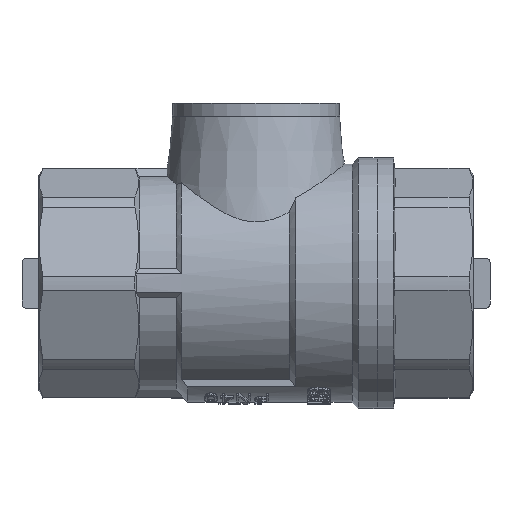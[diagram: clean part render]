
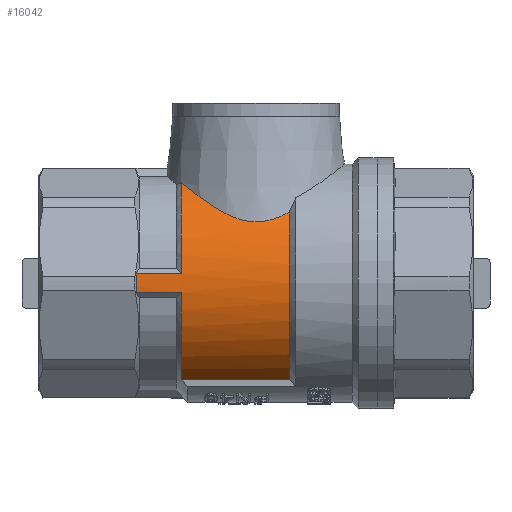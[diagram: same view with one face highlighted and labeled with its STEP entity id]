
A CAD part, front view. The second image highlights one B-rep face of the part: STEP entity #16042.
In plain terms, the highlighted cylindrical face has radius 13.5 mm (diameter 27 mm), a partial arc.
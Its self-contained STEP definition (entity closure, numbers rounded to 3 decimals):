
#265=B_SPLINE_CURVE_WITH_KNOTS('',3,(#33320,#33321,#33322,#33323,#33324,
#33325,#33326,#33327,#33328,#33329),.UNSPECIFIED.,.F.,.F.,(4,1,1,1,1,1,
1,4),(0.002,0.006,0.008,0.01,
0.012,0.014,0.016,0.018),
 .UNSPECIFIED.);
#1339=CYLINDRICAL_SURFACE('',#22690,13.5);
#1523=LINE('',#32872,#2547);
#1531=LINE('',#33333,#2555);
#1532=LINE('',#33337,#2556);
#2547=VECTOR('',#25288,1000.);
#2555=VECTOR('',#25340,1000.);
#2556=VECTOR('',#25343,1000.);
#4305=ORIENTED_EDGE('',*,*,#8810,.T.);
#4306=ORIENTED_EDGE('',*,*,#8845,.F.);
#4307=ORIENTED_EDGE('',*,*,#8846,.F.);
#4308=ORIENTED_EDGE('',*,*,#8847,.T.);
#4309=ORIENTED_EDGE('',*,*,#8848,.F.);
#4310=ORIENTED_EDGE('',*,*,#8849,.F.);
#4311=ORIENTED_EDGE('',*,*,#8850,.T.);
#4312=ORIENTED_EDGE('',*,*,#8833,.T.);
#8810=EDGE_CURVE('',#11157,#11156,#1523,.T.);
#8833=EDGE_CURVE('',#11177,#11157,#12708,.T.);
#8845=EDGE_CURVE('',#11185,#11156,#12716,.T.);
#8846=EDGE_CURVE('',#11186,#11185,#265,.T.);
#8847=EDGE_CURVE('',#11186,#11187,#12717,.T.);
#8848=EDGE_CURVE('',#11188,#11187,#1531,.T.);
#8849=EDGE_CURVE('',#11189,#11188,#12718,.T.);
#8850=EDGE_CURVE('',#11189,#11177,#1532,.T.);
#11156=VERTEX_POINT('',#32871);
#11157=VERTEX_POINT('',#32873);
#11177=VERTEX_POINT('',#33249);
#11185=VERTEX_POINT('',#33319);
#11186=VERTEX_POINT('',#33330);
#11187=VERTEX_POINT('',#33332);
#11188=VERTEX_POINT('',#33334);
#11189=VERTEX_POINT('',#33336);
#12708=CIRCLE('',#22681,13.5);
#12716=CIRCLE('',#22691,13.5);
#12717=CIRCLE('',#22692,13.5);
#12718=CIRCLE('',#22693,13.5);
#13152=EDGE_LOOP('',(#4305,#4306,#4307,#4308,#4309,#4310,#4311,#4312));
#14261=FACE_BOUND('',#13152,.T.);
#16042=ADVANCED_FACE('',(#14261),#1339,.T.);
#22681=AXIS2_PLACEMENT_3D('',#33248,#25316,#25317);
#22690=AXIS2_PLACEMENT_3D('',#33317,#25334,#25335);
#22691=AXIS2_PLACEMENT_3D('',#33318,#25336,#25337);
#22692=AXIS2_PLACEMENT_3D('',#33331,#25338,#25339);
#22693=AXIS2_PLACEMENT_3D('',#33335,#25341,#25342);
#25288=DIRECTION('',(0.,0.,-1.));
#25316=DIRECTION('',(0.,0.,-1.));
#25317=DIRECTION('',(-1.,0.,0.));
#25334=DIRECTION('',(0.,0.,-1.));
#25335=DIRECTION('',(-1.,0.,0.));
#25336=DIRECTION('',(0.,0.,-1.));
#25337=DIRECTION('',(-1.,0.,0.));
#25338=DIRECTION('',(0.,0.,-1.));
#25339=DIRECTION('',(-1.,0.,0.));
#25340=DIRECTION('',(0.,0.,-1.));
#25341=DIRECTION('',(0.,0.,1.));
#25342=DIRECTION('',(0.924,0.383,0.));
#25343=DIRECTION('',(0.,0.,-1.));
#32871=CARTESIAN_POINT('',(3.5,-11.543,-18.));
#32872=CARTESIAN_POINT('',(3.5,-11.543,-14.));
#32873=CARTESIAN_POINT('',(3.5,-11.543,-5.067));
#33248=CARTESIAN_POINT('',(-3.5,0.,-5.067));
#33249=CARTESIAN_POINT('',(9.955,-1.097,-5.067));
#33317=CARTESIAN_POINT('',(-3.5,0.,-14.));
#33318=CARTESIAN_POINT('',(-3.5,0.,-18.));
#33319=CARTESIAN_POINT('',(6.968,8.525,-18.));
#33320=CARTESIAN_POINT('',(2.637,12.024,-5.067));
#33321=CARTESIAN_POINT('',(3.68,11.492,-5.715));
#33322=CARTESIAN_POINT('',(5.045,10.534,-6.91));
#33323=CARTESIAN_POINT('',(6.406,9.204,-8.815));
#33324=CARTESIAN_POINT('',(7.203,8.253,-10.426));
#33325=CARTESIAN_POINT('',(7.736,7.491,-12.247));
#33326=CARTESIAN_POINT('',(7.901,7.228,-14.286));
#33327=CARTESIAN_POINT('',(7.62,7.669,-16.278));
#33328=CARTESIAN_POINT('',(7.214,8.222,-17.444));
#33329=CARTESIAN_POINT('',(6.968,8.525,-18.));
#33330=CARTESIAN_POINT('',(2.637,12.024,-5.067));
#33331=CARTESIAN_POINT('',(-3.5,0.,-5.067));
#33332=CARTESIAN_POINT('',(9.955,1.097,-5.067));
#33333=CARTESIAN_POINT('',(9.955,1.097,-14.));
#33334=CARTESIAN_POINT('',(9.955,1.097,0.336));
#33335=CARTESIAN_POINT('',(-3.5,0.,0.336));
#33336=CARTESIAN_POINT('',(9.955,-1.097,0.336));
#33337=CARTESIAN_POINT('',(9.955,-1.097,-14.));
